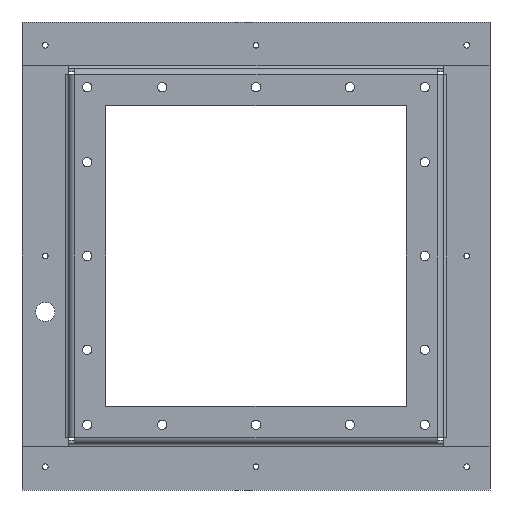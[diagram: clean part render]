
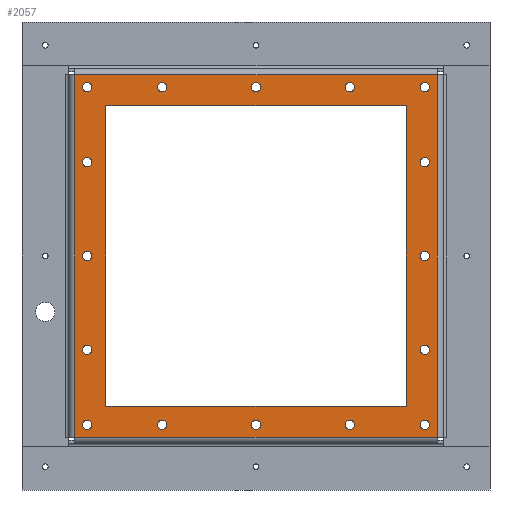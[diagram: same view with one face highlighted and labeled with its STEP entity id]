
A CAD part, front view. The second image highlights one B-rep face of the part: STEP entity #2057.
In plain terms, the highlighted planar face has unit normal (0, -1, 0).
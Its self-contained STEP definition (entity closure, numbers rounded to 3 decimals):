
#92=LINE('',#3195,#268);
#96=LINE('',#3203,#272);
#99=LINE('',#3209,#275);
#102=LINE('',#3214,#278);
#167=LINE('',#3354,#343);
#173=LINE('',#3373,#349);
#179=LINE('',#3392,#355);
#186=LINE('',#3412,#362);
#268=VECTOR('',#2594,161.);
#272=VECTOR('',#2600,161.);
#275=VECTOR('',#2605,161.);
#278=VECTOR('',#2610,161.);
#343=VECTOR('',#2759,194.65);
#349=VECTOR('',#2785,194.65);
#355=VECTOR('',#2813,194.65);
#362=VECTOR('',#2842,194.65);
#439=PLANE('',#2269);
#509=FACE_BOUND('',#806,.T.);
#510=FACE_BOUND('',#807,.T.);
#511=FACE_BOUND('',#808,.T.);
#512=FACE_BOUND('',#809,.T.);
#513=FACE_BOUND('',#810,.T.);
#514=FACE_BOUND('',#811,.T.);
#515=FACE_BOUND('',#812,.T.);
#516=FACE_BOUND('',#813,.T.);
#517=FACE_BOUND('',#814,.T.);
#518=FACE_BOUND('',#815,.T.);
#519=FACE_BOUND('',#816,.T.);
#520=FACE_BOUND('',#817,.T.);
#521=FACE_BOUND('',#818,.T.);
#522=FACE_BOUND('',#819,.T.);
#523=FACE_BOUND('',#820,.T.);
#524=FACE_BOUND('',#821,.T.);
#525=FACE_BOUND('',#822,.T.);
#526=FACE_BOUND('',#823,.T.);
#806=EDGE_LOOP('',(#1878));
#807=EDGE_LOOP('',(#1879));
#808=EDGE_LOOP('',(#1880));
#809=EDGE_LOOP('',(#1881));
#810=EDGE_LOOP('',(#1882));
#811=EDGE_LOOP('',(#1883));
#812=EDGE_LOOP('',(#1884));
#813=EDGE_LOOP('',(#1885));
#814=EDGE_LOOP('',(#1886));
#815=EDGE_LOOP('',(#1887));
#816=EDGE_LOOP('',(#1888));
#817=EDGE_LOOP('',(#1889));
#818=EDGE_LOOP('',(#1890));
#819=EDGE_LOOP('',(#1891));
#820=EDGE_LOOP('',(#1892));
#821=EDGE_LOOP('',(#1893));
#822=EDGE_LOOP('',(#1894,#1895,#1896,#1897));
#823=EDGE_LOOP('',(#1898,#1899,#1900,#1901));
#827=CIRCLE('',#2066,2.5);
#829=CIRCLE('',#2069,2.5);
#831=CIRCLE('',#2072,2.5);
#833=CIRCLE('',#2075,2.5);
#835=CIRCLE('',#2078,2.5);
#837=CIRCLE('',#2081,2.5);
#839=CIRCLE('',#2084,2.5);
#841=CIRCLE('',#2087,2.5);
#843=CIRCLE('',#2090,2.5);
#845=CIRCLE('',#2093,2.5);
#847=CIRCLE('',#2096,2.5);
#849=CIRCLE('',#2099,2.5);
#851=CIRCLE('',#2102,2.5);
#853=CIRCLE('',#2105,2.5);
#855=CIRCLE('',#2108,2.5);
#857=CIRCLE('',#2111,2.5);
#921=VERTEX_POINT('',#2875);
#923=VERTEX_POINT('',#2880);
#925=VERTEX_POINT('',#2885);
#927=VERTEX_POINT('',#2890);
#929=VERTEX_POINT('',#2895);
#931=VERTEX_POINT('',#2900);
#933=VERTEX_POINT('',#2905);
#935=VERTEX_POINT('',#2910);
#937=VERTEX_POINT('',#2915);
#939=VERTEX_POINT('',#2920);
#941=VERTEX_POINT('',#2925);
#943=VERTEX_POINT('',#2930);
#945=VERTEX_POINT('',#2935);
#947=VERTEX_POINT('',#2940);
#949=VERTEX_POINT('',#2945);
#951=VERTEX_POINT('',#2950);
#1044=VERTEX_POINT('',#3193);
#1045=VERTEX_POINT('',#3194);
#1048=VERTEX_POINT('',#3202);
#1050=VERTEX_POINT('',#3208);
#1083=VERTEX_POINT('',#3351);
#1084=VERTEX_POINT('',#3353);
#1087=VERTEX_POINT('',#3372);
#1089=VERTEX_POINT('',#3390);
#1095=EDGE_CURVE('',#921,#921,#827,.T.);
#1097=EDGE_CURVE('',#923,#923,#829,.T.);
#1099=EDGE_CURVE('',#925,#925,#831,.T.);
#1101=EDGE_CURVE('',#927,#927,#833,.T.);
#1103=EDGE_CURVE('',#929,#929,#835,.T.);
#1105=EDGE_CURVE('',#931,#931,#837,.T.);
#1107=EDGE_CURVE('',#933,#933,#839,.T.);
#1109=EDGE_CURVE('',#935,#935,#841,.T.);
#1111=EDGE_CURVE('',#937,#937,#843,.T.);
#1113=EDGE_CURVE('',#939,#939,#845,.T.);
#1115=EDGE_CURVE('',#941,#941,#847,.T.);
#1117=EDGE_CURVE('',#943,#943,#849,.T.);
#1119=EDGE_CURVE('',#945,#945,#851,.T.);
#1121=EDGE_CURVE('',#947,#947,#853,.T.);
#1123=EDGE_CURVE('',#949,#949,#855,.T.);
#1125=EDGE_CURVE('',#951,#951,#857,.T.);
#1241=EDGE_CURVE('',#1044,#1045,#92,.T.);
#1245=EDGE_CURVE('',#1048,#1044,#96,.T.);
#1248=EDGE_CURVE('',#1050,#1048,#99,.T.);
#1251=EDGE_CURVE('',#1045,#1050,#102,.T.);
#1324=EDGE_CURVE('',#1084,#1083,#167,.T.);
#1334=EDGE_CURVE('',#1087,#1084,#173,.T.);
#1344=EDGE_CURVE('',#1083,#1089,#179,.T.);
#1355=EDGE_CURVE('',#1089,#1087,#186,.T.);
#1878=ORIENTED_EDGE('',*,*,#1095,.T.);
#1879=ORIENTED_EDGE('',*,*,#1097,.T.);
#1880=ORIENTED_EDGE('',*,*,#1099,.T.);
#1881=ORIENTED_EDGE('',*,*,#1101,.T.);
#1882=ORIENTED_EDGE('',*,*,#1103,.T.);
#1883=ORIENTED_EDGE('',*,*,#1105,.T.);
#1884=ORIENTED_EDGE('',*,*,#1107,.T.);
#1885=ORIENTED_EDGE('',*,*,#1109,.T.);
#1886=ORIENTED_EDGE('',*,*,#1111,.T.);
#1887=ORIENTED_EDGE('',*,*,#1113,.T.);
#1888=ORIENTED_EDGE('',*,*,#1115,.T.);
#1889=ORIENTED_EDGE('',*,*,#1117,.T.);
#1890=ORIENTED_EDGE('',*,*,#1119,.T.);
#1891=ORIENTED_EDGE('',*,*,#1121,.T.);
#1892=ORIENTED_EDGE('',*,*,#1123,.T.);
#1893=ORIENTED_EDGE('',*,*,#1125,.T.);
#1894=ORIENTED_EDGE('',*,*,#1241,.T.);
#1895=ORIENTED_EDGE('',*,*,#1251,.T.);
#1896=ORIENTED_EDGE('',*,*,#1248,.T.);
#1897=ORIENTED_EDGE('',*,*,#1245,.T.);
#1898=ORIENTED_EDGE('',*,*,#1324,.T.);
#1899=ORIENTED_EDGE('',*,*,#1344,.T.);
#1900=ORIENTED_EDGE('',*,*,#1355,.T.);
#1901=ORIENTED_EDGE('',*,*,#1334,.T.);
#2057=ADVANCED_FACE('',(#509,#510,#511,#512,#513,#514,#515,#516,#517,#518,
#519,#520,#521,#522,#523,#524,#525,#526),#439,.F.);
#2066=AXIS2_PLACEMENT_3D('',#2876,#2282,#2283);
#2069=AXIS2_PLACEMENT_3D('',#2881,#2288,#2289);
#2072=AXIS2_PLACEMENT_3D('',#2886,#2294,#2295);
#2075=AXIS2_PLACEMENT_3D('',#2891,#2300,#2301);
#2078=AXIS2_PLACEMENT_3D('',#2896,#2306,#2307);
#2081=AXIS2_PLACEMENT_3D('',#2901,#2312,#2313);
#2084=AXIS2_PLACEMENT_3D('',#2906,#2318,#2319);
#2087=AXIS2_PLACEMENT_3D('',#2911,#2324,#2325);
#2090=AXIS2_PLACEMENT_3D('',#2916,#2330,#2331);
#2093=AXIS2_PLACEMENT_3D('',#2921,#2336,#2337);
#2096=AXIS2_PLACEMENT_3D('',#2926,#2342,#2343);
#2099=AXIS2_PLACEMENT_3D('',#2931,#2348,#2349);
#2102=AXIS2_PLACEMENT_3D('',#2936,#2354,#2355);
#2105=AXIS2_PLACEMENT_3D('',#2941,#2360,#2361);
#2108=AXIS2_PLACEMENT_3D('',#2946,#2366,#2367);
#2111=AXIS2_PLACEMENT_3D('',#2951,#2372,#2373);
#2269=AXIS2_PLACEMENT_3D('',#3425,#2864,#2865);
#2282=DIRECTION('center_axis',(0.,1.,0.));
#2283=DIRECTION('ref_axis',(0.,0.,-1.));
#2288=DIRECTION('center_axis',(0.,1.,0.));
#2289=DIRECTION('ref_axis',(0.,0.,-1.));
#2294=DIRECTION('center_axis',(0.,1.,0.));
#2295=DIRECTION('ref_axis',(0.,0.,-1.));
#2300=DIRECTION('center_axis',(0.,1.,0.));
#2301=DIRECTION('ref_axis',(0.,0.,-1.));
#2306=DIRECTION('center_axis',(0.,1.,0.));
#2307=DIRECTION('ref_axis',(1.,0.,0.));
#2312=DIRECTION('center_axis',(0.,1.,0.));
#2313=DIRECTION('ref_axis',(1.,0.,0.));
#2318=DIRECTION('center_axis',(0.,1.,0.));
#2319=DIRECTION('ref_axis',(1.,0.,0.));
#2324=DIRECTION('center_axis',(0.,1.,0.));
#2325=DIRECTION('ref_axis',(1.,0.,0.));
#2330=DIRECTION('center_axis',(0.,1.,0.));
#2331=DIRECTION('ref_axis',(0.,0.,1.));
#2336=DIRECTION('center_axis',(0.,1.,0.));
#2337=DIRECTION('ref_axis',(0.,0.,1.));
#2342=DIRECTION('center_axis',(0.,1.,0.));
#2343=DIRECTION('ref_axis',(0.,0.,1.));
#2348=DIRECTION('center_axis',(0.,1.,0.));
#2349=DIRECTION('ref_axis',(0.,0.,1.));
#2354=DIRECTION('center_axis',(0.,1.,0.));
#2355=DIRECTION('ref_axis',(-1.,0.,0.));
#2360=DIRECTION('center_axis',(0.,1.,0.));
#2361=DIRECTION('ref_axis',(-1.,0.,0.));
#2366=DIRECTION('center_axis',(0.,1.,0.));
#2367=DIRECTION('ref_axis',(-1.,0.,0.));
#2372=DIRECTION('center_axis',(0.,1.,0.));
#2373=DIRECTION('ref_axis',(-1.,0.,0.));
#2594=DIRECTION('',(0.,0.,1.));
#2600=DIRECTION('',(-1.,0.,0.));
#2605=DIRECTION('',(0.,0.,-1.));
#2610=DIRECTION('',(1.,0.,0.));
#2759=DIRECTION('',(0.,0.,1.));
#2785=DIRECTION('',(1.,0.,0.));
#2813=DIRECTION('',(-1.,0.,0.));
#2842=DIRECTION('',(0.,0.,-1.));
#2864=DIRECTION('center_axis',(0.,1.,0.));
#2865=DIRECTION('ref_axis',(0.,0.,1.));
#2875=CARTESIAN_POINT('',(-90.5,0.,2.5));
#2876=CARTESIAN_POINT('Origin',(-90.5,0.,0.));
#2880=CARTESIAN_POINT('',(-90.5,0.,-47.75));
#2881=CARTESIAN_POINT('Origin',(-90.5,0.,-50.25));
#2885=CARTESIAN_POINT('',(-90.5,0.,52.75));
#2886=CARTESIAN_POINT('Origin',(-90.5,0.,50.25));
#2890=CARTESIAN_POINT('',(-90.5,0.,-88.));
#2891=CARTESIAN_POINT('Origin',(-90.5,0.,-90.5));
#2895=CARTESIAN_POINT('',(-2.5,0.,-90.5));
#2896=CARTESIAN_POINT('Origin',(0.,0.,-90.5));
#2900=CARTESIAN_POINT('',(47.75,0.,-90.5));
#2901=CARTESIAN_POINT('Origin',(50.25,0.,-90.5));
#2905=CARTESIAN_POINT('',(-52.75,0.,-90.5));
#2906=CARTESIAN_POINT('Origin',(-50.25,0.,-90.5));
#2910=CARTESIAN_POINT('',(88.,0.,-90.5));
#2911=CARTESIAN_POINT('Origin',(90.5,0.,-90.5));
#2915=CARTESIAN_POINT('',(90.5,0.,-2.5));
#2916=CARTESIAN_POINT('Origin',(90.5,0.,0.));
#2920=CARTESIAN_POINT('',(90.5,0.,47.75));
#2921=CARTESIAN_POINT('Origin',(90.5,0.,50.25));
#2925=CARTESIAN_POINT('',(90.5,0.,-52.75));
#2926=CARTESIAN_POINT('Origin',(90.5,0.,-50.25));
#2930=CARTESIAN_POINT('',(90.5,0.,88.));
#2931=CARTESIAN_POINT('Origin',(90.5,0.,90.5));
#2935=CARTESIAN_POINT('',(2.5,0.,90.5));
#2936=CARTESIAN_POINT('Origin',(0.,0.,90.5));
#2940=CARTESIAN_POINT('',(-47.75,0.,90.5));
#2941=CARTESIAN_POINT('Origin',(-50.25,0.,90.5));
#2945=CARTESIAN_POINT('',(52.75,0.,90.5));
#2946=CARTESIAN_POINT('Origin',(50.25,0.,90.5));
#2950=CARTESIAN_POINT('',(-88.,0.,90.5));
#2951=CARTESIAN_POINT('Origin',(-90.5,0.,90.5));
#3193=CARTESIAN_POINT('',(-80.5,0.,-80.5));
#3194=CARTESIAN_POINT('',(-80.5,0.,80.5));
#3195=CARTESIAN_POINT('',(-80.5,0.,-40.25));
#3202=CARTESIAN_POINT('',(80.5,0.,-80.5));
#3203=CARTESIAN_POINT('',(40.25,0.,-80.5));
#3208=CARTESIAN_POINT('',(80.5,0.,80.5));
#3209=CARTESIAN_POINT('',(80.5,0.,40.25));
#3214=CARTESIAN_POINT('',(-40.25,0.,80.5));
#3351=CARTESIAN_POINT('',(97.325,0.,97.325));
#3353=CARTESIAN_POINT('',(97.325,0.,-97.325));
#3354=CARTESIAN_POINT('',(97.325,0.,-48.663));
#3372=CARTESIAN_POINT('',(-97.325,0.,-97.325));
#3373=CARTESIAN_POINT('',(-48.663,0.,-97.325));
#3390=CARTESIAN_POINT('',(-97.325,0.,97.325));
#3392=CARTESIAN_POINT('',(48.663,0.,97.325));
#3412=CARTESIAN_POINT('',(-97.325,0.,48.663));
#3425=CARTESIAN_POINT('Origin',(0.,0.,0.));
